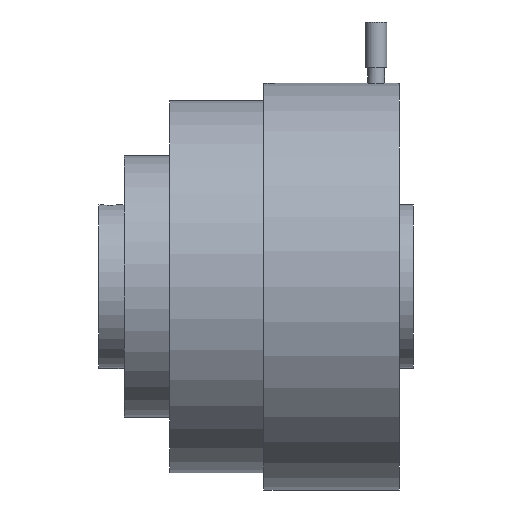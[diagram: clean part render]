
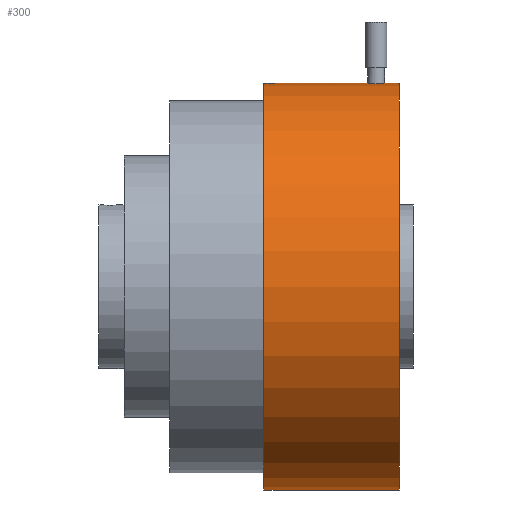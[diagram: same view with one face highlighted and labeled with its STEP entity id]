
A CAD part, front view. The second image highlights one B-rep face of the part: STEP entity #300.
In plain terms, the highlighted cylindrical face has radius 113.538 mm (diameter 227.076 mm), a partial arc.
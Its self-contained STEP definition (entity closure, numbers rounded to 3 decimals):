
#87=CARTESIAN_POINT('POINT7',(159.703,0.,
   113.538));
#88=VERTEX_POINT('VERTEX7',#87);
#96=CARTESIAN_POINT('POINT8',(150.178,0.,
   113.538));
#97=VERTEX_POINT('VERTEX8',#96);
#104=CARTESIAN_POINT('POINT9',(154.94,-4.763,
   113.438));
#105=VERTEX_POINT('VERTEX9',#104);
#106=B_SPLINE_CURVE_WITH_KNOTS('SPLINE_CRV1',3,(#107,#108,#109,#110,#111
   ,#112,#113,#114,#115,#116),.UNSPECIFIED.,.F.,.F.,(4,2,2,2,4),(
   0.,0.071,0.141,
   0.212,0.283),.UNSPECIFIED.);
#107=CARTESIAN_POINT('',(154.94,-4.763,113.438)
   );
#108=CARTESIAN_POINT('',(154.342,-4.763,
   113.438));
#109=CARTESIAN_POINT('',(153.704,-4.643,
   113.443));
#110=CARTESIAN_POINT('',(152.531,-4.157,
   113.462));
#111=CARTESIAN_POINT('',(151.995,-3.79,
   113.476));
#112=CARTESIAN_POINT('',(151.15,-2.945,
   113.501));
#113=CARTESIAN_POINT('',(150.783,-2.409,
   113.514));
#114=CARTESIAN_POINT('',(150.297,-1.236,
   113.533));
#115=CARTESIAN_POINT('',(150.178,-0.598,
   113.538));
#116=CARTESIAN_POINT('',(150.178,0.,
   113.538));
#117=EDGE_CURVE('EDGE11',#105,#97,#106,.T.);
#119=B_SPLINE_CURVE_WITH_KNOTS('SPLINE_CRV2',3,(#120,#121,#122,#123,#124
   ,#125,#126,#127,#128,#129),.UNSPECIFIED.,.F.,.F.,(4,2,2,2,4),(
   0.848,0.918,0.989,
   1.06,1.13),.UNSPECIFIED.);
#120=CARTESIAN_POINT('',(159.703,0.,
   113.538));
#121=CARTESIAN_POINT('',(159.703,-0.598,
   113.538));
#122=CARTESIAN_POINT('',(159.583,-1.236,
   113.533));
#123=CARTESIAN_POINT('',(159.097,-2.409,
   113.514));
#124=CARTESIAN_POINT('',(158.73,-2.945,
   113.501));
#125=CARTESIAN_POINT('',(157.885,-3.79,
   113.476));
#126=CARTESIAN_POINT('',(157.349,-4.157,
   113.462));
#127=CARTESIAN_POINT('',(156.176,-4.643,
   113.443));
#128=CARTESIAN_POINT('',(155.538,-4.763,
   113.438));
#129=CARTESIAN_POINT('',(154.94,-4.763,113.438)
   );
#130=EDGE_CURVE('EDGE12',#88,#105,#119,.T.);
#251=CARTESIAN_POINT('POINT18',(167.894,0.,
   113.538));
#252=VERTEX_POINT('VERTEX18',#251);
#253=CARTESIAN_POINT('POS20',(130.118,0.,
   113.538));
#254=DIRECTION('DIR35',(-1.,0.,0.));
#255=VECTOR('VEC5',#254,1.);
#256=LINE('STRAIGHT5',#253,#255);
#257=EDGE_CURVE('EDGE22',#252,#88,#256,.T.);
#258=ORIENTED_EDGE('COEDGE32',*,*,#257,.T.);
#259=ORIENTED_EDGE('COEDGE33',*,*,#130,.T.);
#260=ORIENTED_EDGE('COEDGE34',*,*,#117,.T.);
#261=CARTESIAN_POINT('POINT19',(92.342,0.,
   113.538));
#262=VERTEX_POINT('VERTEX19',#261);
#263=CARTESIAN_POINT('POS21',(130.118,0.,
   113.538));
#264=DIRECTION('DIR36',(-1.,0.,0.));
#265=VECTOR('VEC6',#264,1.);
#266=LINE('STRAIGHT6',#263,#265);
#267=EDGE_CURVE('EDGE23',#97,#262,#266,.T.);
#268=ORIENTED_EDGE('COEDGE35',*,*,#267,.T.);
#269=CARTESIAN_POINT('POINT20',(92.342,0.,
   -113.538));
#270=VERTEX_POINT('VERTEX20',#269);
#271=CARTESIAN_POINT('POS22',(92.342,0.,0.));
#272=DIRECTION('DIR37',(-1.,0.,0.));
#273=DIRECTION('DIR38',(0.,0.,1.));
#274=AXIS2_PLACEMENT_3D('AXIS16',#271,#272,#273);
#275=CIRCLE('ELLIPSE8',#274,113.538);
#276=EDGE_CURVE('EDGE24',#270,#262,#275,.T.);
#277=ORIENTED_EDGE('COEDGE36',*,*,#276,.F.);
#278=CARTESIAN_POINT('POINT21',(167.894,0.,
   -113.538));
#279=VERTEX_POINT('VERTEX21',#278);
#280=CARTESIAN_POINT('POS23',(130.118,0.,
   -113.538));
#281=DIRECTION('DIR39',(1.,0.,0.));
#282=VECTOR('VEC7',#281,1.);
#283=LINE('STRAIGHT7',#280,#282);
#284=EDGE_CURVE('EDGE25',#270,#279,#283,.T.);
#285=ORIENTED_EDGE('COEDGE37',*,*,#284,.T.);
#286=CARTESIAN_POINT('POS24',(167.894,0.,0.));
#287=DIRECTION('DIR40',(-1.,0.,0.));
#288=DIRECTION('DIR41',(0.,0.,1.));
#289=AXIS2_PLACEMENT_3D('AXIS17',#286,#287,#288);
#290=CIRCLE('ELLIPSE9',#289,113.538);
#291=EDGE_CURVE('EDGE26',#279,#252,#290,.T.);
#292=ORIENTED_EDGE('COEDGE38',*,*,#291,.T.);
#293=EDGE_LOOP('NONE',(#258,#259,#260,#268,#277,#285,#292));
#294=FACE_BOUND('LOOP1',#293,.T.);
#295=CARTESIAN_POINT('POS25',(130.118,0.,0.));
#296=DIRECTION('DIR42',(-1.,0.,0.));
#297=DIRECTION('DIR43',(0.,0.,1.));
#298=AXIS2_PLACEMENT_3D('AXIS18',#295,#296,#297);
#299=CYLINDRICAL_SURFACE('CONE_SURF3',#298,113.538);
#300=ADVANCED_FACE('FACE11',(#294),#299,.T.);
